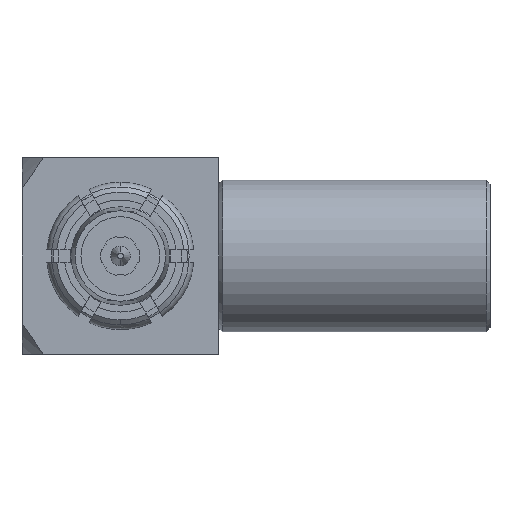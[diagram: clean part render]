
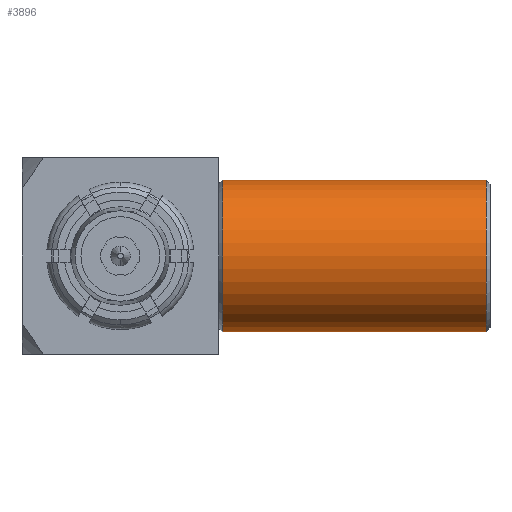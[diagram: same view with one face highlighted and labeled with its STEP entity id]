
A CAD part, left-side view. The second image highlights one B-rep face of the part: STEP entity #3896.
In plain terms, the highlighted cylindrical face has radius 1.93 mm (diameter 3.86 mm), a partial arc.
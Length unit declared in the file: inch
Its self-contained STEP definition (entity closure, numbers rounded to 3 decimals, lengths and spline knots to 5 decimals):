
#466 = ORIENTED_EDGE ( 'NONE', *, *, #5580, .F. ) ;
#476 = ORIENTED_EDGE ( 'NONE', *, *, #5572, .T. ) ;
#485 = ORIENTED_EDGE ( 'NONE', *, *, #5608, .T. ) ;
#503 = ORIENTED_EDGE ( 'NONE', *, *, #5532, .T. ) ;
#1176 = AXIS2_PLACEMENT_3D ( 'NONE', #3382, #3383, #3384 ) ;
#1178 = CIRCLE ( 'NONE', #1176, 0.07598 ) ;
#1247 = VECTOR ( 'NONE', #3270, 39.37008 ) ;
#1263 = VECTOR ( 'NONE', #3295, 39.37008 ) ;
#1343 = CIRCLE ( 'NONE', #1346, 0.07598 ) ;
#1346 = AXIS2_PLACEMENT_3D ( 'NONE', #2580, #2581, #2582 ) ;
#1531 = DIRECTION ( 'NONE',  ( 0., 1., 0. ) ) ;
#1535 = FACE_OUTER_BOUND ( 'NONE', #3775, .T. ) ;
#1536 = CARTESIAN_POINT ( 'NONE',  ( 0., -0.09843, 0. ) ) ;
#1537 = CYLINDRICAL_SURFACE ( 'NONE', #3940, 0.07598 ) ;
#1538 = DIRECTION ( 'NONE',  ( 0., 0., 1. ) ) ;
#1792 = CARTESIAN_POINT ( 'NONE',  ( 0., -0.10236, 0.07598 ) ) ;
#1817 = CARTESIAN_POINT ( 'NONE',  ( 0., -0.10236, -0.07598 ) ) ;
#1839 = CARTESIAN_POINT ( 'NONE',  ( 0., -0.36614, 0.07598 ) ) ;
#1870 = CARTESIAN_POINT ( 'NONE',  ( 0., -0.36614, -0.07598 ) ) ;
#2580 = CARTESIAN_POINT ( 'NONE',  ( 0., -0.36614, 0. ) ) ;
#2581 = DIRECTION ( 'NONE',  ( 0., 1., 0. ) ) ;
#2582 = DIRECTION ( 'NONE',  ( 0., 0., -1. ) ) ;
#3258 = LINE ( 'NONE', #3259, #1247 ) ;
#3259 = CARTESIAN_POINT ( 'NONE',  ( 0., -0.09843, 0.07598 ) ) ;
#3270 = DIRECTION ( 'NONE',  ( 0., 1., 0. ) ) ;
#3288 = LINE ( 'NONE', #3294, #1263 ) ;
#3294 = CARTESIAN_POINT ( 'NONE',  ( 0., -0.09843, -0.07598 ) ) ;
#3295 = DIRECTION ( 'NONE',  ( 0., 1., 0. ) ) ;
#3382 = CARTESIAN_POINT ( 'NONE',  ( 0., -0.10236, 0. ) ) ;
#3383 = DIRECTION ( 'NONE',  ( 0., -1., 0. ) ) ;
#3384 = DIRECTION ( 'NONE',  ( 0., 0., -1. ) ) ;
#3775 = EDGE_LOOP ( 'NONE', ( #466, #503, #476, #485 ) ) ;
#3896 = ADVANCED_FACE ( 'NONE', ( #1535 ), #1537, .T. ) ;
#3940 = AXIS2_PLACEMENT_3D ( 'NONE', #1536, #1531, #1538 ) ;
#5168 = VERTEX_POINT ( 'NONE', #1792 ) ;
#5194 = VERTEX_POINT ( 'NONE', #1817 ) ;
#5262 = VERTEX_POINT ( 'NONE', #1839 ) ;
#5339 = VERTEX_POINT ( 'NONE', #1870 ) ;
#5532 = EDGE_CURVE ( 'NONE', #5339, #5262, #1343, .T. ) ;
#5572 = EDGE_CURVE ( 'NONE', #5262, #5168, #3258, .T. ) ;
#5580 = EDGE_CURVE ( 'NONE', #5339, #5194, #3288, .T. ) ;
#5608 = EDGE_CURVE ( 'NONE', #5168, #5194, #1178, .T. ) ;
